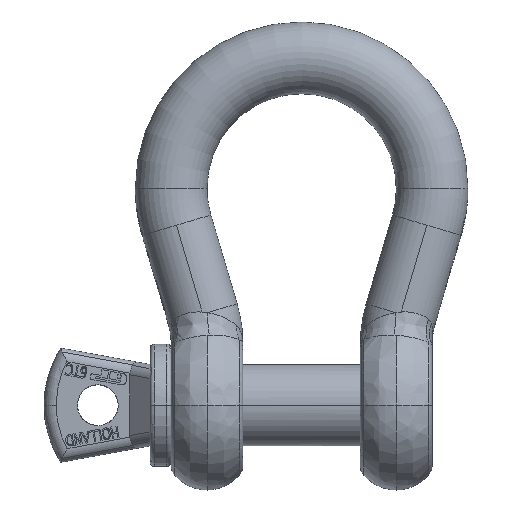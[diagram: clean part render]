
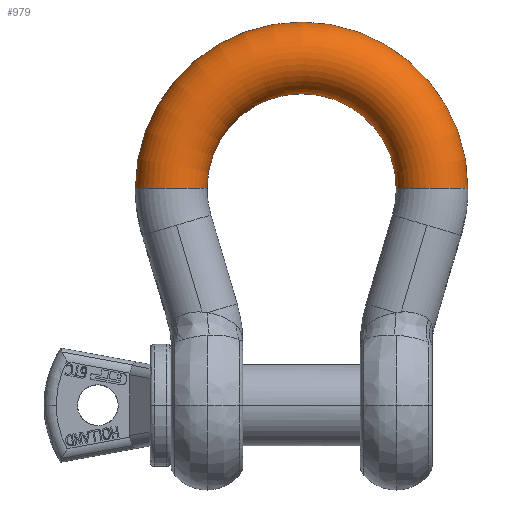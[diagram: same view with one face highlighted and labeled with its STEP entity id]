
A CAD part, top view. The second image highlights one B-rep face of the part: STEP entity #979.
In plain terms, the highlighted toroidal (fillet/blend) face has major radius 40 mm and minor radius 11 mm.
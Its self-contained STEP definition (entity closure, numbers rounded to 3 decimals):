
#979=ADVANCED_FACE('',(#2435),#2436,.T.);
#2435=FACE_OUTER_BOUND('',#5464,.T.);
#2436=TOROIDAL_SURFACE('',#5465,40.0,11.0);
#5464=EDGE_LOOP('',(#10089,#10090,#10091,#10092));
#5465=AXIS2_PLACEMENT_3D('',#10093,#10094,#10095);
#10089=ORIENTED_EDGE('',*,*,#15255,.F.);
#10090=ORIENTED_EDGE('',*,*,#14848,.T.);
#10091=ORIENTED_EDGE('',*,*,#15256,.F.);
#10092=ORIENTED_EDGE('',*,*,#15257,.T.);
#10093=CARTESIAN_POINT('',(0.0,66.5,0.0));
#10094=DIRECTION('',(0.0,0.0,-1.0));
#10095=DIRECTION('',(-1.0,0.0,0.0));
#14848=EDGE_CURVE('',#17725,#17723,#17726,.T.);
#15255=EDGE_CURVE('',#17725,#18323,#18324,.F.);
#15256=EDGE_CURVE('',#18325,#17723,#18326,.T.);
#15257=EDGE_CURVE('',#18325,#18323,#18327,.F.);
#17723=VERTEX_POINT('',#22990);
#17725=VERTEX_POINT('',#22992);
#17726=CIRCLE('',#22993,11.0);
#18323=VERTEX_POINT('',#24386);
#18324=CIRCLE('',#24387,29.0);
#18325=VERTEX_POINT('',#24388);
#18326=CIRCLE('',#24389,51.0);
#18327=CIRCLE('',#24390,11.0);
#22990=CARTESIAN_POINT('',(51.0,66.5,0.0));
#22992=CARTESIAN_POINT('',(29.0,66.5,0.));
#22993=AXIS2_PLACEMENT_3D('',#31773,#31774,#31775);
#24386=CARTESIAN_POINT('',(-29.0,66.5,0.));
#24387=AXIS2_PLACEMENT_3D('',#31886,#31887,#31888);
#24388=CARTESIAN_POINT('',(-51.0,66.5,0.0));
#24389=AXIS2_PLACEMENT_3D('',#31889,#31890,#31891);
#24390=AXIS2_PLACEMENT_3D('',#31892,#31893,#31894);
#31773=CARTESIAN_POINT('',(40.0,66.5,0.0));
#31774=DIRECTION('',(0.,1.0,0.0));
#31775=DIRECTION('',(1.0,0.,0.0));
#31886=CARTESIAN_POINT('',(0.0,66.5,0.));
#31887=DIRECTION('',(0.0,0.0,-1.0));
#31888=DIRECTION('',(1.0,0.0,0.0));
#31889=CARTESIAN_POINT('',(0.0,66.5,0.));
#31890=DIRECTION('',(0.0,0.0,-1.0));
#31891=DIRECTION('',(1.0,0.0,0.0));
#31892=CARTESIAN_POINT('',(-40.0,66.5,0.0));
#31893=DIRECTION('',(0.0,-1.0,0.0));
#31894=DIRECTION('',(1.0,0.0,0.0));
